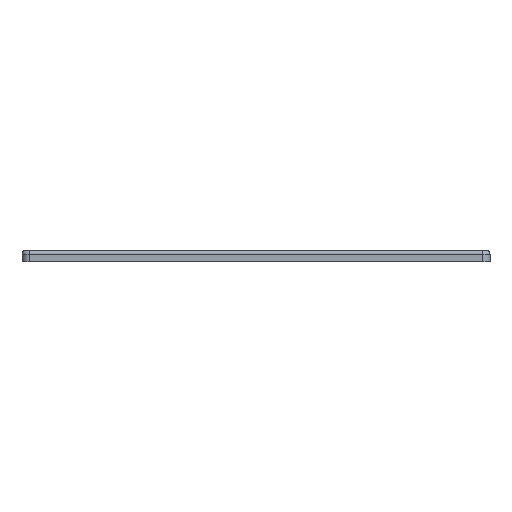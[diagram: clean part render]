
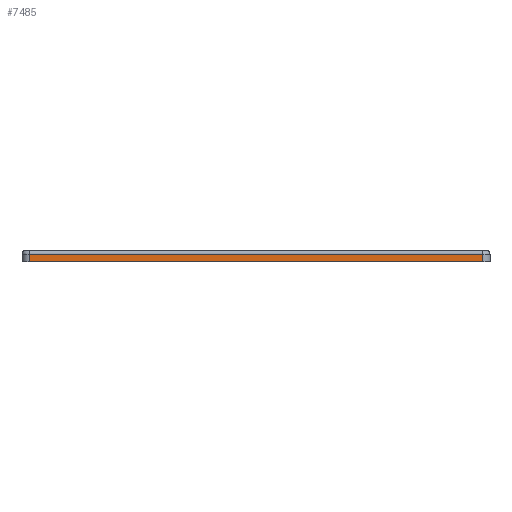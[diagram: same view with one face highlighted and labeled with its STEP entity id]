
A CAD part, front view. The second image highlights one B-rep face of the part: STEP entity #7485.
In plain terms, the highlighted planar face has unit normal (0, -1, 0).
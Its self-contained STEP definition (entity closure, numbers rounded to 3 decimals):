
#671=FACE_OUTER_BOUND('',#1199,.T.);
#1199=EDGE_LOOP('',(#6563,#6564,#6565,#6566));
#1392=LINE('',#10823,#2310);
#2108=LINE('',#12309,#3026);
#2117=LINE('',#12352,#3035);
#2118=LINE('',#12354,#3036);
#2310=VECTOR('',#8281,10.);
#3026=VECTOR('',#9829,10.);
#3035=VECTOR('',#9864,10.);
#3036=VECTOR('',#9867,10.);
#3224=VERTEX_POINT('',#10820);
#3225=VERTEX_POINT('',#10822);
#3560=VERTEX_POINT('',#12303);
#3561=VERTEX_POINT('',#12307);
#3818=EDGE_CURVE('',#3224,#3225,#1392,.T.);
#4551=EDGE_CURVE('',#3561,#3560,#2108,.T.);
#4565=EDGE_CURVE('',#3560,#3224,#2117,.T.);
#4566=EDGE_CURVE('',#3225,#3561,#2118,.T.);
#6563=ORIENTED_EDGE('',*,*,#4551,.F.);
#6564=ORIENTED_EDGE('',*,*,#4566,.F.);
#6565=ORIENTED_EDGE('',*,*,#3818,.F.);
#6566=ORIENTED_EDGE('',*,*,#4565,.F.);
#7005=PLANE('',#7982);
#7485=ADVANCED_FACE('',(#671),#7005,.T.);
#7982=AXIS2_PLACEMENT_3D('',#12353,#9865,#9866);
#8281=DIRECTION('',(-1.,0.,0.));
#9829=DIRECTION('',(1.,0.,0.));
#9864=DIRECTION('',(0.,0.,-1.));
#9865=DIRECTION('center_axis',(0.,-1.,0.));
#9866=DIRECTION('ref_axis',(1.,0.,0.));
#9867=DIRECTION('',(0.,0.,1.));
#10820=CARTESIAN_POINT('',(113.,-11.,13.));
#10822=CARTESIAN_POINT('',(-9.,-11.,13.));
#10823=CARTESIAN_POINT('',(115.,-11.,13.));
#12303=CARTESIAN_POINT('',(113.,-11.,15.));
#12307=CARTESIAN_POINT('',(-9.,-11.,15.));
#12309=CARTESIAN_POINT('',(20.5,-11.,15.));
#12352=CARTESIAN_POINT('',(113.,-11.,13.));
#12353=CARTESIAN_POINT('Origin',(-11.,-11.,13.));
#12354=CARTESIAN_POINT('',(-9.,-11.,13.));
